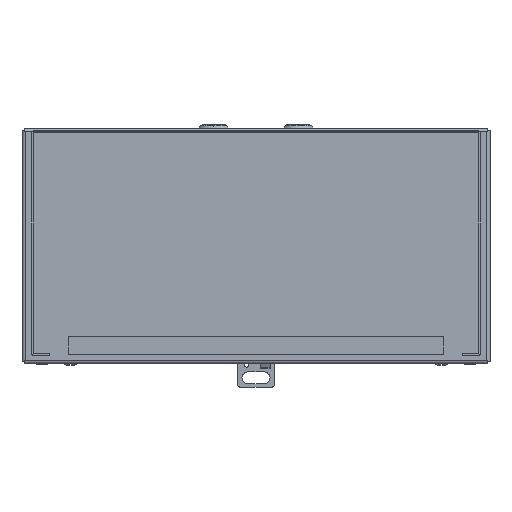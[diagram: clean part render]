
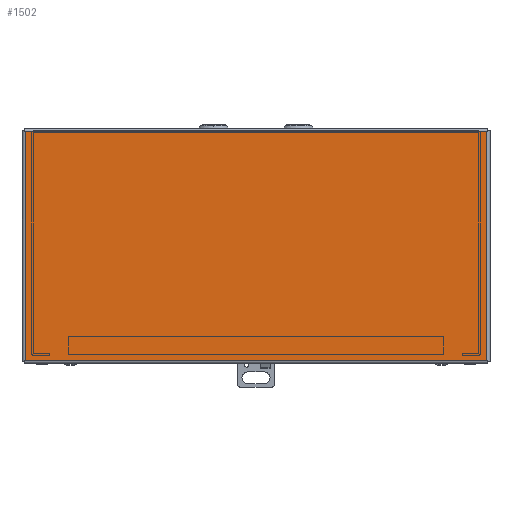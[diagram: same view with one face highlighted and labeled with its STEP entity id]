
A CAD part, top view. The second image highlights one B-rep face of the part: STEP entity #1502.
In plain terms, the highlighted planar face has unit normal (0, 0, 1).
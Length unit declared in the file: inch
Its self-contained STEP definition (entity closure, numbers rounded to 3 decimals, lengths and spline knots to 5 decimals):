
#423 = FACE_OUTER_BOUND ( 'NONE', #13737, .T. ) ;
#436 = VERTEX_POINT ( 'NONE', #4834 ) ;
#519 = CARTESIAN_POINT ( 'NONE',  ( -6.1585, -0.029, 7.5285 ) ) ;
#896 = VERTEX_POINT ( 'NONE', #5711 ) ;
#1502 = ADVANCED_FACE ( 'NONE', ( #423 ), #5260, .T. ) ;
#1531 = VECTOR ( 'NONE', #2948, 39.37008 ) ;
#2948 = DIRECTION ( 'NONE',  ( 0., 1., 0. ) ) ;
#3185 = LINE ( 'NONE', #10578, #1531 ) ;
#3846 = EDGE_CURVE ( 'NONE', #436, #12482, #8048, .T. ) ;
#4157 = LINE ( 'NONE', #519, #15431 ) ;
#4529 = EDGE_CURVE ( 'NONE', #896, #5336, #4157, .T. ) ;
#4627 = CARTESIAN_POINT ( 'NONE',  ( -6.1585, -6.135, 7.5285 ) ) ;
#4829 = EDGE_CURVE ( 'NONE', #5336, #436, #14672, .T. ) ;
#4834 = CARTESIAN_POINT ( 'NONE',  ( 6.1585, -6.135, 7.5285 ) ) ;
#5021 = CARTESIAN_POINT ( 'NONE',  ( 6.1585, -0.029, 7.5285 ) ) ;
#5167 = VECTOR ( 'NONE', #15877, 39.37008 ) ;
#5260 = PLANE ( 'NONE',  #11610 ) ;
#5336 = VERTEX_POINT ( 'NONE', #14222 ) ;
#5711 = CARTESIAN_POINT ( 'NONE',  ( -6.1585, -0.029, 7.5285 ) ) ;
#6565 = DIRECTION ( 'NONE',  ( 1., 0., 0. ) ) ;
#7430 = DIRECTION ( 'NONE',  ( 0., 0., 1. ) ) ;
#8048 = LINE ( 'NONE', #11673, #14634 ) ;
#8625 = ORIENTED_EDGE ( 'NONE', *, *, #9851, .F. ) ;
#9103 = DIRECTION ( 'NONE',  ( -1., 0., 0. ) ) ;
#9851 = EDGE_CURVE ( 'NONE', #12482, #896, #3185, .T. ) ;
#10578 = CARTESIAN_POINT ( 'NONE',  ( -6.1585, -6.135, 7.5285 ) ) ;
#10692 = ORIENTED_EDGE ( 'NONE', *, *, #3846, .F. ) ;
#10781 = ORIENTED_EDGE ( 'NONE', *, *, #4529, .F. ) ;
#11610 = AXIS2_PLACEMENT_3D ( 'NONE', #15138, #7430, #12663 ) ;
#11673 = CARTESIAN_POINT ( 'NONE',  ( 6.1585, -6.135, 7.5285 ) ) ;
#12482 = VERTEX_POINT ( 'NONE', #4627 ) ;
#12663 = DIRECTION ( 'NONE',  ( -1., 0., 0. ) ) ;
#13737 = EDGE_LOOP ( 'NONE', ( #8625, #10692, #14646, #10781 ) ) ;
#14222 = CARTESIAN_POINT ( 'NONE',  ( 6.1585, -0.029, 7.5285 ) ) ;
#14634 = VECTOR ( 'NONE', #9103, 39.37008 ) ;
#14646 = ORIENTED_EDGE ( 'NONE', *, *, #4829, .F. ) ;
#14672 = LINE ( 'NONE', #5021, #5167 ) ;
#15138 = CARTESIAN_POINT ( 'NONE',  ( 6.1585, -0.029, 7.5285 ) ) ;
#15431 = VECTOR ( 'NONE', #6565, 39.37008 ) ;
#15877 = DIRECTION ( 'NONE',  ( 0., -1., 0. ) ) ;
